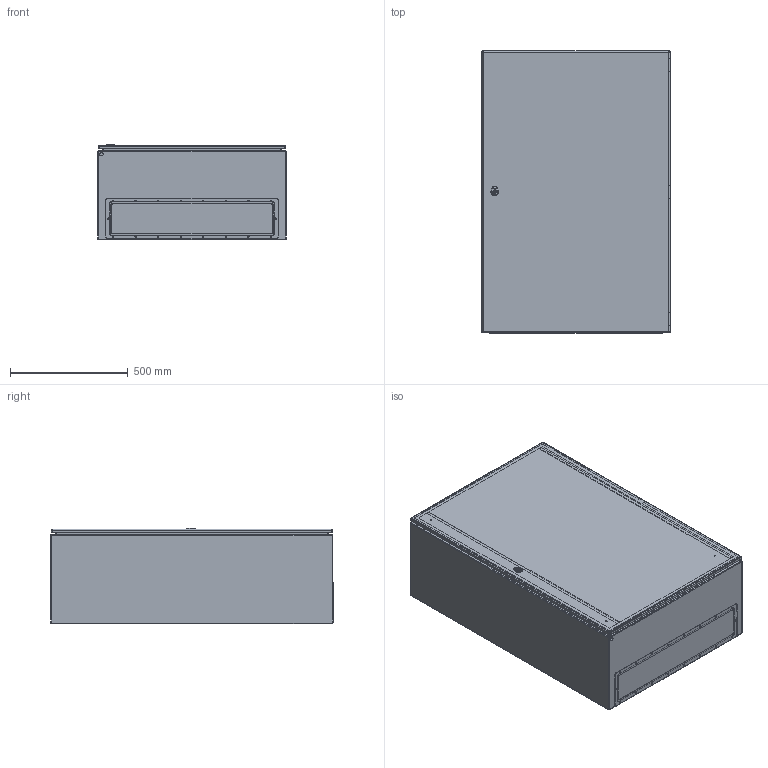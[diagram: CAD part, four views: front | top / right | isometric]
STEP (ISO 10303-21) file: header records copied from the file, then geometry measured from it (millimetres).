
FILE_DESCRIPTION(/* description */ (''),/* implementation_level */ '2;1');
FILE_NAME(/* name */ 'GN1208040SP',/* time_stamp */ '2025-04-29T12:06:54+02:00',/* author */ (''),/* organization */ (''),/* preprocessor_version */ 'ST-DEVELOPER v19.4',/* originating_system */ 'SIEMENS PLM Software NX2212.8101',/* authorisation */ '');
FILE_SCHEMA (('AP203_CONFIGURATION_CONTROLLED_3D_DESIGN_OF_MECHANICAL_PARTS_AND_ASSEMBLIES_MIM_LF { 1 0 10303 403 2 1 2}'));
Length unit declared in the file: millimetre
Products named in the file (5): 501.P005.02-01-CIERRE 3 PUNTOS ALT.ARM_1200; 501.P002.1028-01-Puerta_1200x800; 501.P003.1010-01-TAPA PASACABLES LISA; 501.P001.1073-01-FONDO 1200x800x400; 501.C001.2073-01-GN1208040SP
Assembly tree (4 placements, depth 2):
  501.C001.2073-01-GN1208040SP
    501.P001.1073-01-FONDO 1200x800x400
    501.P003.1010-01-TAPA PASACABLES LISA
    501.P002.1028-01-Puerta_1200x800
    501.P005.02-01-CIERRE 3 PUNTOS ALT.ARM_1200
Bounding box: 800 x 1202 x 406.7 mm (x, y, z)
Volume: 6590390.9 mm3; surface area: 7489445.7 mm2
Topology: 19 solids, 19 shells, 868 faces, 2286 edges, 1461 vertices
Faces by surface type: cylinder 417, plane 319, bspline 63, torus 32, sphere 20, cone 17
Full cylindrical faces by diameter (mm): 3 x30, 3.5 x90, 6 x21, 8 x5, 9 x4, 10 x1, 15.1 x1, 16.25 x1, 19.3 x1
Entity records: 32901 total; most frequent: CARTESIAN_POINT 9926, DIRECTION 4286, ORIENTED_EDGE 4154, EDGE_CURVE 2077, AXIS2_PLACEMENT_3D 1704, VERTEX_POINT 1427, EDGE_LOOP 1376, LINE 878
